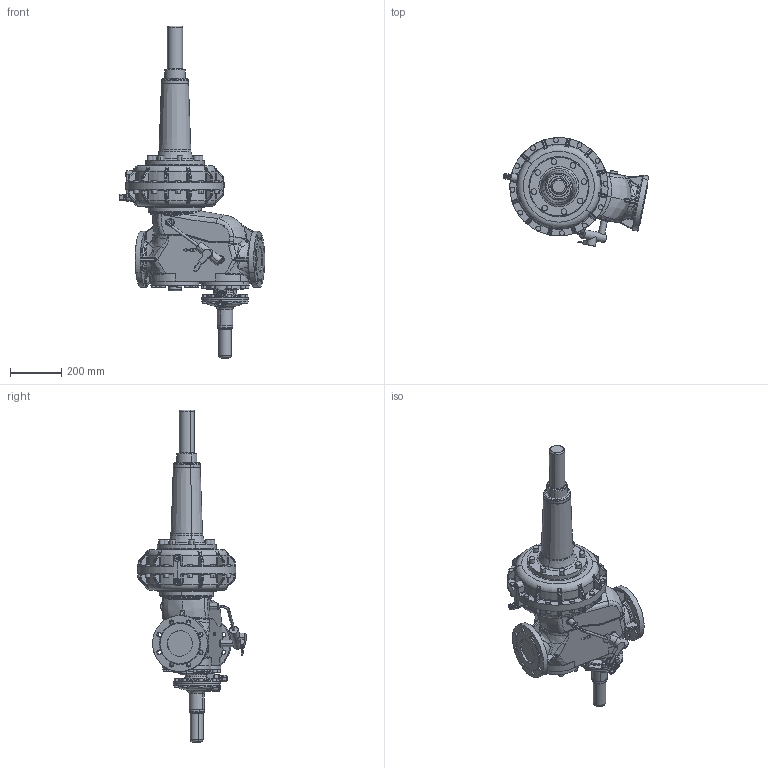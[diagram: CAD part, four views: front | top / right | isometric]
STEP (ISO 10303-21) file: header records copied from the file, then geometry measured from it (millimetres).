
FILE_DESCRIPTION(('CATIA V5 STEP'),'2;1');
FILE_NAME('RS 251 DN 100-385-HDS-links.stp','2014-03-31T06:35:03+00:00',('none'),('none'),'CATIA Version 5 Release 19 SP 9 (IN-10)','CATIA V5 STEP AP203 Edition 2','none');
FILE_SCHEMA(('AP203_CONFIGURATION_CONTROLLED_3D_DESIGN_OF_MECHANICAL_PARTS_AND_ASSEMBLIES_MIM_LF { 1 0 10303 403 2 1 2}'));
Products named in the file (3): Product1; RS 251 DN 100-275; HD-Spindel_AllCATPart
Assembly tree (2 placements, depth 2):
  Product1
    RS 251 DN 100-275
    HD-Spindel_AllCATPart
Bounding box: 570.13 x 425.57 x 1301 mm (x, y, z)
Volume: 42967492.4 mm3; surface area: 1423787.8 mm2
Topology: 2 solids, 27 shells, 2461 faces, 6022 edges, 3573 vertices
Faces by surface type: cylinder 821, bspline 559, torus 463, plane 402, cone 130, sphere 84, revolution 2
Entity records: 125732 total; most frequent: CARTESIAN_POINT 77076, ORIENTED_EDGE 11772, DIRECTION 6610, EDGE_CURVE 5886, AXIS2_PLACEMENT_3D 3710, VERTEX_POINT 3573, EDGE_LOOP 2591, ADVANCED_FACE 2460
